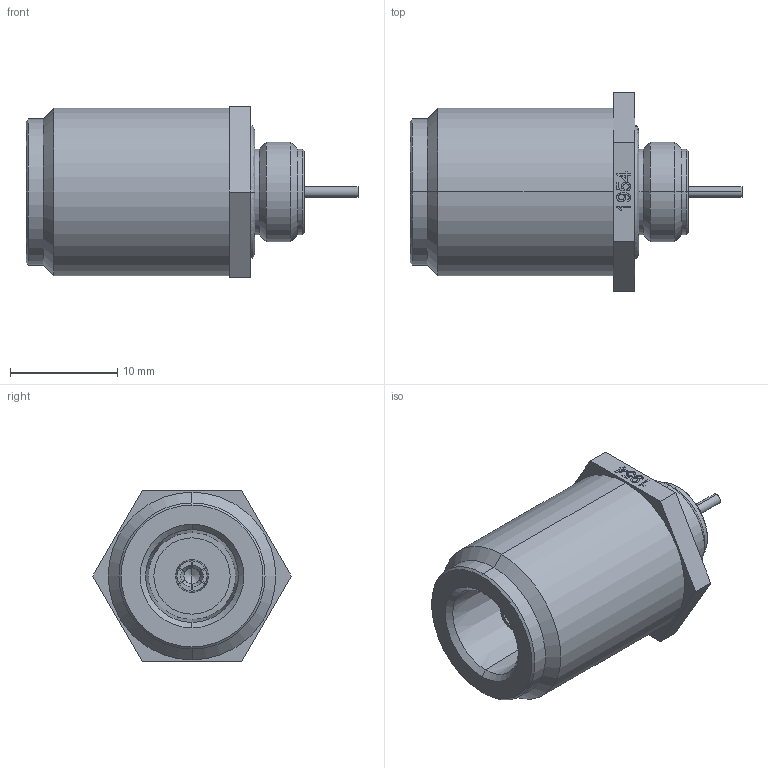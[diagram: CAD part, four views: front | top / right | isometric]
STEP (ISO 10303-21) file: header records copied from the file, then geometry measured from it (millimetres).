
FILE_DESCRIPTION (( 'STEP AP214' ), '1' );
FILE_NAME ('PE1954_3D.STEP', '2022-12-13T19:25:33', ( '' ), ( '' ), 'SwSTEP 2.0', 'SolidWorks 2022', '' );
FILE_SCHEMA (( 'AUTOMOTIVE_DESIGN' ));
Length unit declared in the file: inch
Products named in the file (3): Copy of N8500A1-0000^PE1954; PE1954_3D; Copy of TNC8146A-0316-5^PE1954
Assembly tree (2 placements, depth 2):
  PE1954_3D
    Copy of N8500A1-0000^PE1954
    Copy of TNC8146A-0316-5^PE1954
Bounding box: 30.9 x 18.48 x 16 mm (x, y, z)
Volume: 3679.9 mm3; surface area: 2242.1 mm2
Topology: 2 solids, 2 shells, 156 faces, 375 edges, 233 vertices
Faces by surface type: plane 72, cone 34, bspline 28, cylinder 22
Entity records: 6097 total; most frequent: CARTESIAN_POINT 2527, ORIENTED_EDGE 746, DIRECTION 659, EDGE_CURVE 373, AXIS2_PLACEMENT_3D 237, VERTEX_POINT 233, LINE 185, VECTOR 185
